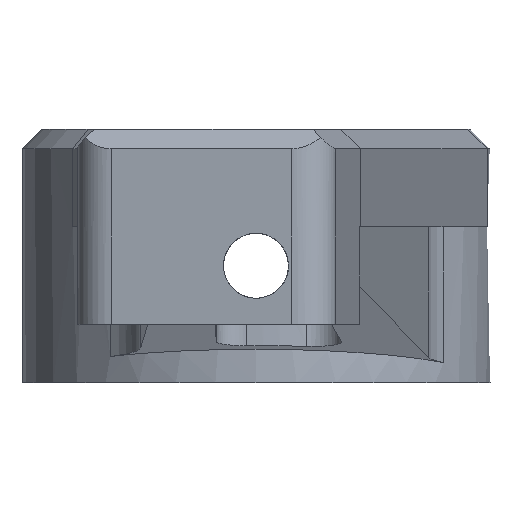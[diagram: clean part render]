
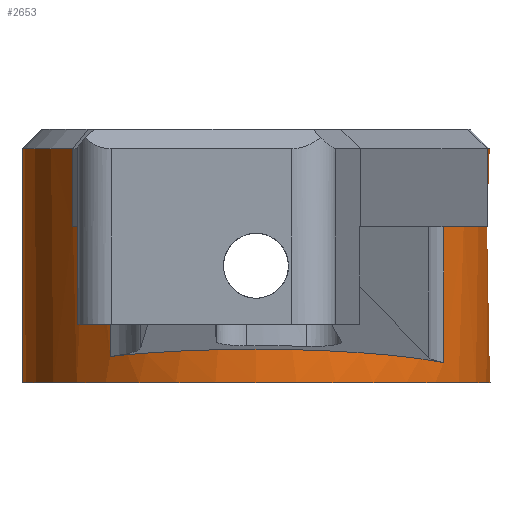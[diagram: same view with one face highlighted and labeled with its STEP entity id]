
A CAD part, left-side view. The second image highlights one B-rep face of the part: STEP entity #2653.
In plain terms, the highlighted cylindrical face has radius 36 mm (diameter 72 mm), a full revolution.
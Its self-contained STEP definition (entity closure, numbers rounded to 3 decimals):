
#103=CIRCLE('',#2757,36.);
#119=CIRCLE('',#2791,36.);
#123=CIRCLE('',#2818,36.);
#124=CIRCLE('',#2822,36.);
#137=CIRCLE('',#2880,36.);
#138=CIRCLE('',#2882,36.);
#139=CIRCLE('',#2884,36.);
#313=FACE_OUTER_BOUND('',#462,.T.);
#462=EDGE_LOOP('',(#2240,#2241,#2242,#2243,#2244,#2245,#2246,#2247,#2248,
#2249,#2250,#2251,#2252,#2253,#2254,#2255,#2256,#2257,#2258,#2259));
#532=ELLIPSE('',#2879,36.354,36.);
#533=ELLIPSE('',#2881,36.354,36.);
#534=ELLIPSE('',#2883,36.354,36.);
#611=B_SPLINE_CURVE_WITH_KNOTS('',3,(#5294,#5295,#5296,#5297),
 .UNSPECIFIED.,.F.,.F.,(4,4),(-1.5,-0.3),.UNSPECIFIED.);
#612=B_SPLINE_CURVE_WITH_KNOTS('',3,(#5316,#5317,#5318,#5319),
 .UNSPECIFIED.,.F.,.F.,(4,4),(-1.2,0.),.UNSPECIFIED.);
#754=LINE('',#5033,#939);
#756=LINE('',#5036,#941);
#797=LINE('',#5292,#982);
#798=LINE('',#5301,#983);
#799=LINE('',#5304,#984);
#800=LINE('',#5308,#985);
#801=LINE('',#5313,#986);
#939=VECTOR('',#3330,10.);
#941=VECTOR('',#3334,10.);
#982=VECTOR('',#3477,10.);
#983=VECTOR('',#3482,10.);
#984=VECTOR('',#3485,10.);
#985=VECTOR('',#3488,36.);
#986=VECTOR('',#3493,10.);
#1100=VERTEX_POINT('',#4414);
#1101=VERTEX_POINT('',#4416);
#1157=VERTEX_POINT('',#4755);
#1158=VERTEX_POINT('',#4757);
#1171=VERTEX_POINT('',#4864);
#1172=VERTEX_POINT('',#4869);
#1175=VERTEX_POINT('',#4965);
#1176=VERTEX_POINT('',#4972);
#1178=VERTEX_POINT('',#5032);
#1235=VERTEX_POINT('',#5290);
#1236=VERTEX_POINT('',#5298);
#1237=VERTEX_POINT('',#5300);
#1238=VERTEX_POINT('',#5303);
#1239=VERTEX_POINT('',#5305);
#1240=VERTEX_POINT('',#5307);
#1241=VERTEX_POINT('',#5310);
#1242=VERTEX_POINT('',#5312);
#1243=VERTEX_POINT('',#5314);
#1402=EDGE_CURVE('',#1101,#1100,#103,.T.);
#1476=EDGE_CURVE('',#1158,#1157,#119,.T.);
#1509=EDGE_CURVE('',#1171,#1172,#123,.T.);
#1518=EDGE_CURVE('',#1175,#1176,#124,.T.);
#1523=EDGE_CURVE('',#1178,#1172,#754,.T.);
#1525=EDGE_CURVE('',#1101,#1171,#756,.T.);
#1603=EDGE_CURVE('',#1235,#1157,#797,.T.);
#1604=EDGE_CURVE('',#1158,#1175,#611,.T.);
#1605=EDGE_CURVE('',#1235,#1236,#532,.T.);
#1606=EDGE_CURVE('',#1237,#1236,#798,.T.);
#1607=EDGE_CURVE('',#1237,#1178,#137,.T.);
#1608=EDGE_CURVE('',#1238,#1100,#799,.T.);
#1609=EDGE_CURVE('',#1238,#1239,#533,.T.);
#1610=EDGE_CURVE('',#1239,#1240,#800,.T.);
#1611=EDGE_CURVE('',#1240,#1240,#138,.F.);
#1612=EDGE_CURVE('',#1239,#1241,#534,.T.);
#1613=EDGE_CURVE('',#1242,#1241,#801,.T.);
#1614=EDGE_CURVE('',#1242,#1243,#139,.T.);
#1615=EDGE_CURVE('',#1176,#1243,#612,.T.);
#2240=ORIENTED_EDGE('',*,*,#1518,.F.);
#2241=ORIENTED_EDGE('',*,*,#1604,.F.);
#2242=ORIENTED_EDGE('',*,*,#1476,.T.);
#2243=ORIENTED_EDGE('',*,*,#1603,.F.);
#2244=ORIENTED_EDGE('',*,*,#1605,.T.);
#2245=ORIENTED_EDGE('',*,*,#1606,.F.);
#2246=ORIENTED_EDGE('',*,*,#1607,.T.);
#2247=ORIENTED_EDGE('',*,*,#1523,.T.);
#2248=ORIENTED_EDGE('',*,*,#1509,.F.);
#2249=ORIENTED_EDGE('',*,*,#1525,.F.);
#2250=ORIENTED_EDGE('',*,*,#1402,.T.);
#2251=ORIENTED_EDGE('',*,*,#1608,.F.);
#2252=ORIENTED_EDGE('',*,*,#1609,.T.);
#2253=ORIENTED_EDGE('',*,*,#1610,.T.);
#2254=ORIENTED_EDGE('',*,*,#1611,.F.);
#2255=ORIENTED_EDGE('',*,*,#1610,.F.);
#2256=ORIENTED_EDGE('',*,*,#1612,.T.);
#2257=ORIENTED_EDGE('',*,*,#1613,.F.);
#2258=ORIENTED_EDGE('',*,*,#1614,.T.);
#2259=ORIENTED_EDGE('',*,*,#1615,.F.);
#2529=CYLINDRICAL_SURFACE('',#2878,36.);
#2653=ADVANCED_FACE('',(#313),#2529,.T.);
#2757=AXIS2_PLACEMENT_3D('',#4417,#3132,#3133);
#2791=AXIS2_PLACEMENT_3D('',#4758,#3236,#3237);
#2818=AXIS2_PLACEMENT_3D('',#4871,#3308,#3309);
#2822=AXIS2_PLACEMENT_3D('',#4974,#3321,#3322);
#2878=AXIS2_PLACEMENT_3D('',#5293,#3478,#3479);
#2879=AXIS2_PLACEMENT_3D('',#5299,#3480,#3481);
#2880=AXIS2_PLACEMENT_3D('',#5302,#3483,#3484);
#2881=AXIS2_PLACEMENT_3D('',#5306,#3486,#3487);
#2882=AXIS2_PLACEMENT_3D('',#5309,#3489,#3490);
#2883=AXIS2_PLACEMENT_3D('',#5311,#3491,#3492);
#2884=AXIS2_PLACEMENT_3D('',#5315,#3494,#3495);
#3132=DIRECTION('center_axis',(0.,0.,-1.));
#3133=DIRECTION('ref_axis',(1.,0.,0.));
#3236=DIRECTION('center_axis',(0.,0.,-1.));
#3237=DIRECTION('ref_axis',(1.,0.,0.));
#3308=DIRECTION('center_axis',(0.,0.,1.));
#3309=DIRECTION('ref_axis',(1.,0.,0.));
#3321=DIRECTION('center_axis',(0.,0.,1.));
#3322=DIRECTION('ref_axis',(1.,0.,0.));
#3330=DIRECTION('',(0.,0.,1.));
#3334=DIRECTION('',(0.,0.,1.));
#3477=DIRECTION('',(0.,0.,1.));
#3478=DIRECTION('center_axis',(0.,0.,1.));
#3479=DIRECTION('ref_axis',(1.,0.,0.));
#3480=DIRECTION('center_axis',(0.139,0.,-0.99));
#3481=DIRECTION('ref_axis',(0.99,0.,0.139));
#3482=DIRECTION('',(0.,0.,-1.));
#3483=DIRECTION('center_axis',(0.,0.,-1.));
#3484=DIRECTION('ref_axis',(1.,0.,0.));
#3485=DIRECTION('',(0.,0.,1.));
#3486=DIRECTION('center_axis',(-0.139,0.,-0.99));
#3487=DIRECTION('ref_axis',(0.99,0.,-0.139));
#3488=DIRECTION('',(0.,0.,-1.));
#3489=DIRECTION('center_axis',(0.,0.,1.));
#3490=DIRECTION('ref_axis',(1.,0.,0.));
#3491=DIRECTION('center_axis',(-0.139,0.,-0.99));
#3492=DIRECTION('ref_axis',(0.99,0.,-0.139));
#3493=DIRECTION('',(0.,0.,-1.));
#3494=DIRECTION('center_axis',(0.,0.,-1.));
#3495=DIRECTION('ref_axis',(1.,0.,0.));
#4414=CARTESIAN_POINT('',(-21.488,-28.884,-5.));
#4416=CARTESIAN_POINT('',(-5.675,-35.55,-5.));
#4417=CARTESIAN_POINT('Origin',(0.,0.,-5.));
#4755=CARTESIAN_POINT('',(28.157,22.432,-5.));
#4757=CARTESIAN_POINT('',(22.394,28.187,-5.));
#4758=CARTESIAN_POINT('Origin',(0.,0.,-5.));
#4864=CARTESIAN_POINT('',(-5.675,-35.55,7.));
#4869=CARTESIAN_POINT('',(5.675,-35.55,7.));
#4871=CARTESIAN_POINT('Origin',(0.,0.,7.));
#4965=CARTESIAN_POINT('',(22.394,28.187,7.));
#4972=CARTESIAN_POINT('',(-22.394,28.187,7.));
#4974=CARTESIAN_POINT('Origin',(0.,0.,7.));
#5032=CARTESIAN_POINT('',(5.675,-35.55,-5.));
#5033=CARTESIAN_POINT('',(5.675,-35.55,0.));
#5036=CARTESIAN_POINT('',(-5.675,-35.55,0.));
#5290=CARTESIAN_POINT('',(28.157,22.432,-25.245));
#5292=CARTESIAN_POINT('',(28.157,22.432,0.));
#5293=CARTESIAN_POINT('Origin',(0.,0.,0.));
#5294=CARTESIAN_POINT('Ctrl Pts',(22.394,28.187,-5.));
#5295=CARTESIAN_POINT('Ctrl Pts',(22.394,28.187,-1.));
#5296=CARTESIAN_POINT('Ctrl Pts',(22.394,28.187,3.));
#5297=CARTESIAN_POINT('Ctrl Pts',(22.394,28.187,7.));
#5298=CARTESIAN_POINT('',(21.488,-28.884,-26.182));
#5299=CARTESIAN_POINT('Origin',(0.,0.,-29.202));
#5300=CARTESIAN_POINT('',(21.488,-28.884,-5.));
#5301=CARTESIAN_POINT('',(21.488,-28.884,0.));
#5302=CARTESIAN_POINT('Origin',(0.,0.,-5.));
#5303=CARTESIAN_POINT('',(-21.488,-28.884,-25.887));
#5304=CARTESIAN_POINT('',(-21.488,-28.884,0.));
#5305=CARTESIAN_POINT('',(-36.,0.,-23.848));
#5306=CARTESIAN_POINT('Origin',(0.,0.,-28.907));
#5307=CARTESIAN_POINT('',(-36.,0.,-29.));
#5308=CARTESIAN_POINT('',(-36.,0.,0.));
#5309=CARTESIAN_POINT('Origin',(0.,0.,-29.));
#5310=CARTESIAN_POINT('',(-28.157,22.432,-24.95));
#5311=CARTESIAN_POINT('Origin',(0.,0.,-28.907));
#5312=CARTESIAN_POINT('',(-28.157,22.432,-5.));
#5313=CARTESIAN_POINT('',(-28.157,22.432,0.));
#5314=CARTESIAN_POINT('',(-22.394,28.187,-5.));
#5315=CARTESIAN_POINT('Origin',(0.,0.,-5.));
#5316=CARTESIAN_POINT('Ctrl Pts',(-22.394,28.187,7.));
#5317=CARTESIAN_POINT('Ctrl Pts',(-22.394,28.187,3.));
#5318=CARTESIAN_POINT('Ctrl Pts',(-22.394,28.187,-1.));
#5319=CARTESIAN_POINT('Ctrl Pts',(-22.394,28.187,-5.));
